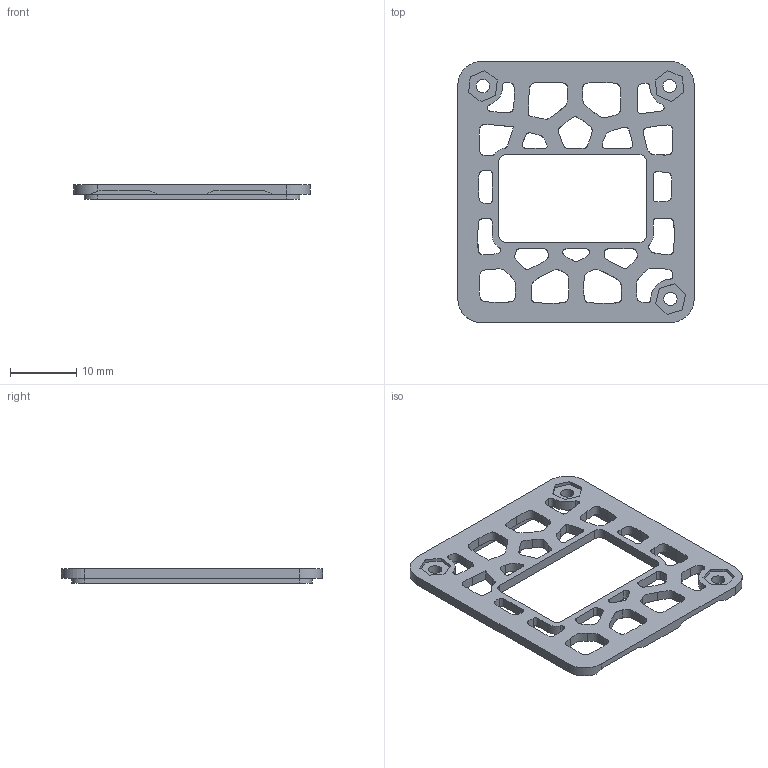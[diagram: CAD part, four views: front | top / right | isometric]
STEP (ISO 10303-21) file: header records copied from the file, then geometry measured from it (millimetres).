
FILE_DESCRIPTION(/* description */ (''),/* implementation_level */ '2;1');
FILE_NAME(/* name */ '200micron Case Top.step',/* time_stamp */ '2026-02-01T19:54:07-05:00',/* author */ (''),/* organization */ (''),/* preprocessor_version */ 'ST-DEVELOPER v20.1',/* originating_system */ 'Autodesk Translation Framework v14.24.0.0',/* authorisation */ '');
FILE_SCHEMA (('AUTOMOTIVE_DESIGN { 1 0 10303 214 3 1 1 }'));
Length unit declared in the file: millimetre
Products named in the file (1): 200micron Case Top
Bounding box: 35.66 x 39.4 x 2.25 mm (x, y, z)
Volume: 1278.3 mm3; surface area: 2566.3 mm2
Topology: 1 solids, 1 shells, 199 faces, 594 edges, 396 vertices
Faces by surface type: bspline 99, plane 61, cylinder 39
Full cylindrical faces by diameter (mm): 2 x3
Entity records: 10233 total; most frequent: CARTESIAN_POINT 5486, ORIENTED_EDGE 1188, DIRECTION 614, EDGE_CURVE 594, VERTEX_POINT 396, B_SPLINE_CURVE_WITH_KNOTS 261, LINE 254, VECTOR 254
